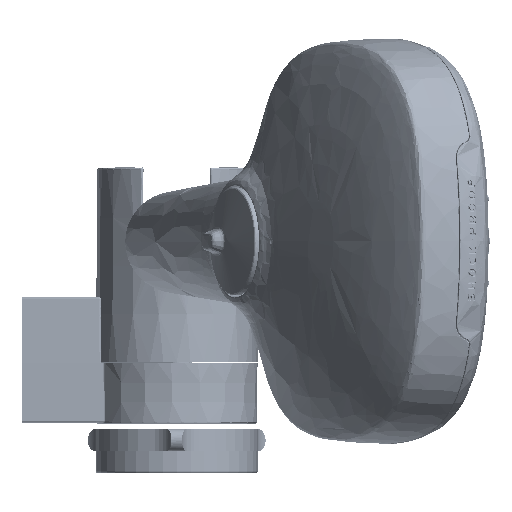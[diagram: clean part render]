
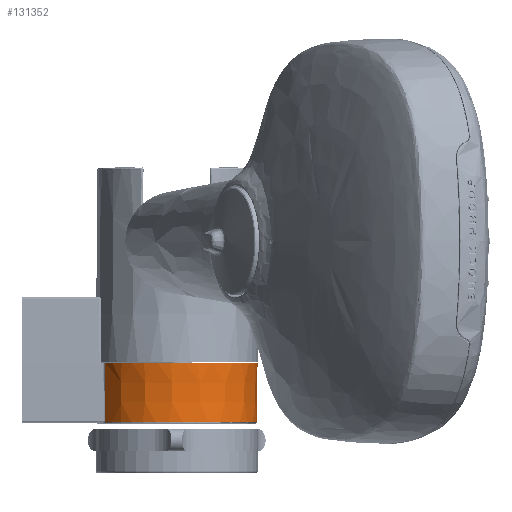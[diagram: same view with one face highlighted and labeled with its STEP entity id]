
A CAD part, top view. The second image highlights one B-rep face of the part: STEP entity #131352.
In plain terms, the highlighted conical face has half-angle 0.5 degrees and reference radius 22 mm.
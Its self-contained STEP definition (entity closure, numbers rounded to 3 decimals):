
#7251=CIRCLE('',#142626,22.);
#7259=CIRCLE('',#142645,21.859);
#12413=CONICAL_SURFACE('',#142644,22.,0.009);
#12919=B_SPLINE_CURVE_WITH_KNOTS('',3,(#175488,#175489,#175490,#175491),
 .UNSPECIFIED.,.F.,.F.,(4,4),(0.,0.016),.UNSPECIFIED.);
#12920=B_SPLINE_CURVE_WITH_KNOTS('',3,(#175493,#175494,#175495,#175496),
 .UNSPECIFIED.,.F.,.F.,(4,4),(0.,0.001),
 .UNSPECIFIED.);
#12921=B_SPLINE_CURVE_WITH_KNOTS('',3,(#175500,#175501,#175502,#175503,
#175504,#175505),.UNSPECIFIED.,.F.,.F.,(4,1,1,4),(0.003,0.005,
0.005,0.006),.UNSPECIFIED.);
#25353=ORIENTED_EDGE('',*,*,#67222,.T.);
#25354=ORIENTED_EDGE('',*,*,#67223,.T.);
#25355=ORIENTED_EDGE('',*,*,#67224,.T.);
#25356=ORIENTED_EDGE('',*,*,#67225,.T.);
#25357=ORIENTED_EDGE('',*,*,#67207,.T.);
#25358=ORIENTED_EDGE('',*,*,#67184,.T.);
#67184=EDGE_CURVE('',#88142,#88141,#7251,.T.);
#67207=EDGE_CURVE('',#88159,#88142,#101104,.T.);
#67222=EDGE_CURVE('',#88141,#88170,#12919,.T.);
#67223=EDGE_CURVE('',#88170,#88171,#12920,.F.);
#67224=EDGE_CURVE('',#88171,#88172,#7259,.T.);
#67225=EDGE_CURVE('',#88172,#88159,#12921,.T.);
#88141=VERTEX_POINT('',#175405);
#88142=VERTEX_POINT('',#175407);
#88159=VERTEX_POINT('',#175460);
#88170=VERTEX_POINT('',#175492);
#88171=VERTEX_POINT('',#175497);
#88172=VERTEX_POINT('',#175499);
#101104=LINE('',#175459,#104963);
#104963=VECTOR('',#152190,1000.);
#108825=EDGE_LOOP('',(#25353,#25354,#25355,#25356,#25357,#25358));
#119335=FACE_BOUND('',#108825,.T.);
#131352=ADVANCED_FACE('',(#119335),#12413,.T.);
#142626=AXIS2_PLACEMENT_3D('',#175406,#152152,#152153);
#142644=AXIS2_PLACEMENT_3D('',#175487,#152214,#152215);
#142645=AXIS2_PLACEMENT_3D('',#175498,#152216,#152217);
#152152=DIRECTION('',(0.,-1.,0.));
#152153=DIRECTION('',(-1.,0.,0.));
#152190=DIRECTION('',(0.004,1.,-0.008));
#152214=DIRECTION('',(0.,1.,0.));
#152215=DIRECTION('',(0.,0.,-1.));
#152216=DIRECTION('',(0.,1.,0.));
#152217=DIRECTION('',(0.,0.,-1.));
#175405=CARTESIAN_POINT('',(-19.458,-0.2,10.267));
#175406=CARTESIAN_POINT('',(0.,-0.2,0.));
#175407=CARTESIAN_POINT('',(10.984,-0.2,-19.062));
#175459=CARTESIAN_POINT('',(10.984,-0.2,-19.062));
#175460=CARTESIAN_POINT('',(10.916,-15.904,-18.943));
#175487=CARTESIAN_POINT('',(0.,-0.2,0.));
#175488=CARTESIAN_POINT('',(-19.458,-0.2,10.267));
#175489=CARTESIAN_POINT('',(-19.43,-5.435,10.222));
#175490=CARTESIAN_POINT('',(-19.402,-10.67,10.176));
#175491=CARTESIAN_POINT('',(-19.374,-15.904,10.131));
#175492=CARTESIAN_POINT('',(-19.374,-15.904,10.131));
#175493=CARTESIAN_POINT('',(-19.514,-16.403,9.85));
#175494=CARTESIAN_POINT('',(-19.454,-16.26,9.971));
#175495=CARTESIAN_POINT('',(-19.413,-16.081,10.054));
#175496=CARTESIAN_POINT('',(-19.374,-15.904,10.131));
#175497=CARTESIAN_POINT('',(-19.514,-16.403,9.85));
#175498=CARTESIAN_POINT('',(0.,-16.403,0.));
#175499=CARTESIAN_POINT('',(8.466,-16.403,-20.153));
#175500=CARTESIAN_POINT('',(8.466,-16.403,-20.153));
#175501=CARTESIAN_POINT('',(8.887,-16.33,-19.976));
#175502=CARTESIAN_POINT('',(9.509,-16.208,-19.693));
#175503=CARTESIAN_POINT('',(10.319,-16.044,-19.277));
#175504=CARTESIAN_POINT('',(10.716,-15.942,-19.058));
#175505=CARTESIAN_POINT('',(10.915,-15.907,-18.943));
